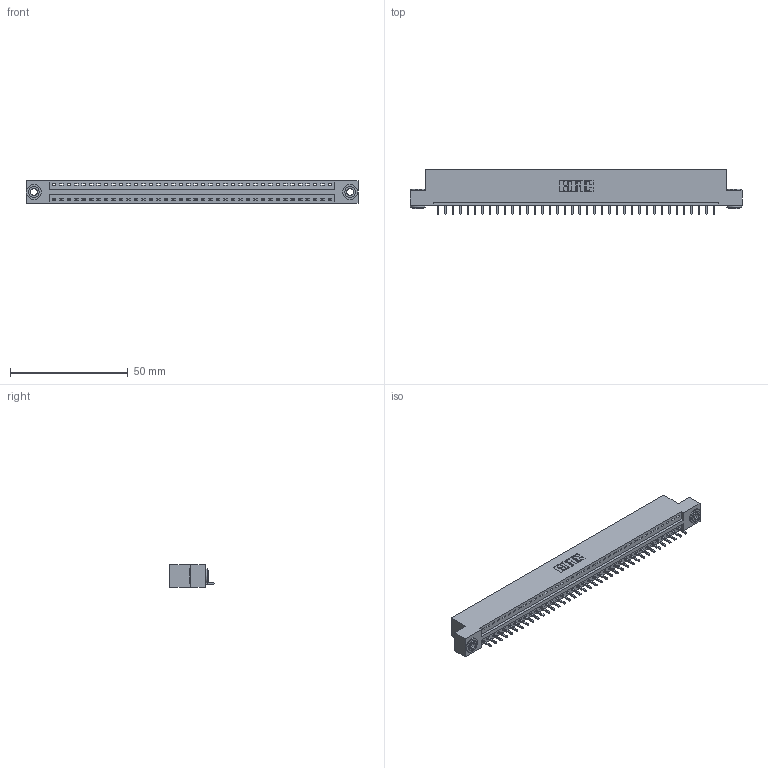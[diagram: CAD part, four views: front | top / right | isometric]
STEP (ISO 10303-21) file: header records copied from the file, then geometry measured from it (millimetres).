
FILE_DESCRIPTION (( 'STEP AP203' ), '1' );
FILE_NAME ('346-038-521-103.STEP', '2018-08-24T04:39:49', ( '' ), ( '' ), 'SwSTEP 2.0', 'SolidWorks 2016', '' );
FILE_SCHEMA (( 'CONFIG_CONTROL_DESIGN' ));
Length unit declared in the file: inch
Products named in the file (4): 345-292-001_345-293-121; 345-250-002_345-250-002-102; 346-038-521-103; 346 Part_Flush Mounting Lugs - 0.156 Dia-TH
Assembly tree (41 placements, depth 2):
  346-038-521-103
    346 Part_Flush Mounting Lugs - 0.156 Dia-TH
    345-292-001_345-293-121  x38
    345-250-002_345-250-002-102  x2
Bounding box: 141.22 x 19.05 x 9.4 mm (x, y, z)
Volume: 13402 mm3; surface area: 16496.7 mm2
Topology: 41 solids, 41 shells, 2364 faces, 7093 edges, 4674 vertices
Faces by surface type: plane 1606, cylinder 750, cone 8
Entity records: 24790 total; most frequent: CARTESIAN_POINT 4229, ORIENTED_EDGE 4194, DIRECTION 3767, EDGE_CURVE 2097, LINE 1789, VECTOR 1789, VERTEX_POINT 1394, AXIS2_PLACEMENT_3D 989
